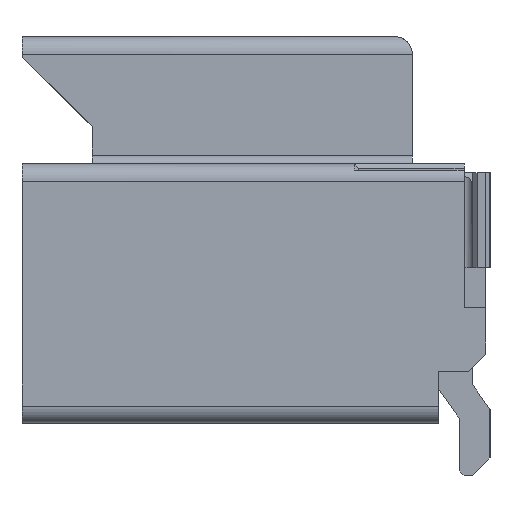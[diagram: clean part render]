
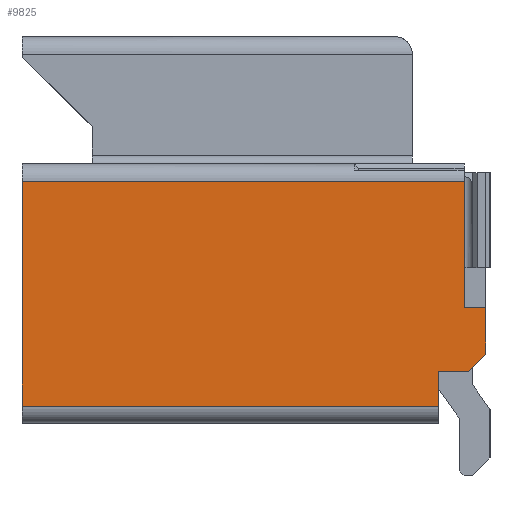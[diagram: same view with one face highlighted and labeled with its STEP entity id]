
A CAD part, left-side view. The second image highlights one B-rep face of the part: STEP entity #9825.
In plain terms, the highlighted planar face has unit normal (-1, 0, 0).
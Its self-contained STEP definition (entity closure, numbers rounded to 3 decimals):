
#355 = EDGE_CURVE ( 'NONE', #1686, #5496, #1511, .T. ) ;
#433 = VECTOR ( 'NONE', #4841, 1000. ) ;
#819 = LINE ( 'NONE', #17759, #13990 ) ;
#866 = CARTESIAN_POINT ( 'NONE',  ( -6.5, -2.68, -0.16 ) ) ;
#1131 = LINE ( 'NONE', #6466, #9481 ) ;
#1324 = EDGE_CURVE ( 'NONE', #13558, #9458, #819, .T. ) ;
#1382 = LINE ( 'NONE', #14906, #14386 ) ;
#1511 = LINE ( 'NONE', #17280, #3687 ) ;
#1686 = VERTEX_POINT ( 'NONE', #866 ) ;
#1738 = CARTESIAN_POINT ( 'NONE',  ( -6.5, 0., 0. ) ) ;
#2354 = CARTESIAN_POINT ( 'NONE',  ( -6.5, 2.68, -1.3 ) ) ;
#2603 = EDGE_CURVE ( 'NONE', #11568, #8153, #1382, .T. ) ;
#3370 = CARTESIAN_POINT ( 'NONE',  ( -6.5, -2.43, 1.3 ) ) ;
#3415 = ORIENTED_EDGE ( 'NONE', *, *, #16434, .T. ) ;
#3468 = CARTESIAN_POINT ( 'NONE',  ( -6.5, -2.68, -0.16 ) ) ;
#3687 = VECTOR ( 'NONE', #10466, 1000. ) ;
#4210 = EDGE_LOOP ( 'NONE', ( #3415, #9677, #16151, #12887, #5572, #12216, #15215, #9638, #5907 ) ) ;
#4841 = DIRECTION ( 'NONE',  ( 0., 0., 1. ) ) ;
#5448 = VECTOR ( 'NONE', #9372, 1000. ) ;
#5496 = VERTEX_POINT ( 'NONE', #8299 ) ;
#5572 = ORIENTED_EDGE ( 'NONE', *, *, #16779, .T. ) ;
#5905 = DIRECTION ( 'NONE',  ( 0., -0.707, 0.707 ) ) ;
#5907 = ORIENTED_EDGE ( 'NONE', *, *, #1324, .F. ) ;
#6002 = DIRECTION ( 'NONE',  ( 0., 0., 1. ) ) ;
#6466 = CARTESIAN_POINT ( 'NONE',  ( -6.5, 0., 1.3 ) ) ;
#6547 = CARTESIAN_POINT ( 'NONE',  ( -6.5, -2.68, -0.9 ) ) ;
#7162 = CARTESIAN_POINT ( 'NONE',  ( -6.5, -2.13, -1.3 ) ) ;
#7232 = LINE ( 'NONE', #11590, #17159 ) ;
#7683 = AXIS2_PLACEMENT_3D ( 'NONE', #1738, #15315, #8251 ) ;
#8153 = VERTEX_POINT ( 'NONE', #2354 ) ;
#8251 = DIRECTION ( 'NONE',  ( 0., 0., 1. ) ) ;
#8299 = CARTESIAN_POINT ( 'NONE',  ( -6.5, -2.43, -0.16 ) ) ;
#8783 = VECTOR ( 'NONE', #5905, 1000. ) ;
#9050 = FACE_OUTER_BOUND ( 'NONE', #4210, .T. ) ;
#9288 = DIRECTION ( 'NONE',  ( 0., 1., 0. ) ) ;
#9372 = DIRECTION ( 'NONE',  ( 0., -1., 0. ) ) ;
#9458 = VERTEX_POINT ( 'NONE', #7162 ) ;
#9481 = VECTOR ( 'NONE', #9288, 1000. ) ;
#9487 = EDGE_CURVE ( 'NONE', #12702, #11568, #1131, .T. ) ;
#9546 = CARTESIAN_POINT ( 'NONE',  ( -6.5, 0., -1.3 ) ) ;
#9638 = ORIENTED_EDGE ( 'NONE', *, *, #17995, .T. ) ;
#9647 = DIRECTION ( 'NONE',  ( 0., 0., -1. ) ) ;
#9677 = ORIENTED_EDGE ( 'NONE', *, *, #14322, .T. ) ;
#9825 = ADVANCED_FACE ( 'NONE', ( #9050 ), #11065, .T. ) ;
#10304 = VERTEX_POINT ( 'NONE', #12944 ) ;
#10415 = EDGE_CURVE ( 'NONE', #16303, #1686, #18037, .T. ) ;
#10466 = DIRECTION ( 'NONE',  ( 0., 1., 0. ) ) ;
#11065 = PLANE ( 'NONE',  #7683 ) ;
#11510 = CARTESIAN_POINT ( 'NONE',  ( -6.5, -1.69, -1.69 ) ) ;
#11568 = VERTEX_POINT ( 'NONE', #16591 ) ;
#11590 = CARTESIAN_POINT ( 'NONE',  ( -6.5, -2.43, 1.425 ) ) ;
#11745 = VECTOR ( 'NONE', #13597, 1000. ) ;
#11827 = LINE ( 'NONE', #6547, #5448 ) ;
#12216 = ORIENTED_EDGE ( 'NONE', *, *, #9487, .T. ) ;
#12702 = VERTEX_POINT ( 'NONE', #3370 ) ;
#12887 = ORIENTED_EDGE ( 'NONE', *, *, #355, .T. ) ;
#12944 = CARTESIAN_POINT ( 'NONE',  ( -6.5, -2.48, -0.9 ) ) ;
#13558 = VERTEX_POINT ( 'NONE', #18262 ) ;
#13597 = DIRECTION ( 'NONE',  ( 0., -1., 0. ) ) ;
#13990 = VECTOR ( 'NONE', #9647, 1000. ) ;
#14322 = EDGE_CURVE ( 'NONE', #10304, #16303, #14727, .T. ) ;
#14386 = VECTOR ( 'NONE', #14963, 1000. ) ;
#14428 = LINE ( 'NONE', #9546, #11745 ) ;
#14727 = LINE ( 'NONE', #11510, #8783 ) ;
#14906 = CARTESIAN_POINT ( 'NONE',  ( -6.5, 2.68, -1.5 ) ) ;
#14963 = DIRECTION ( 'NONE',  ( 0., 0., -1. ) ) ;
#15215 = ORIENTED_EDGE ( 'NONE', *, *, #2603, .T. ) ;
#15315 = DIRECTION ( 'NONE',  ( -1., 0., 0. ) ) ;
#16151 = ORIENTED_EDGE ( 'NONE', *, *, #10415, .T. ) ;
#16303 = VERTEX_POINT ( 'NONE', #17542 ) ;
#16434 = EDGE_CURVE ( 'NONE', #13558, #10304, #11827, .T. ) ;
#16591 = CARTESIAN_POINT ( 'NONE',  ( -6.5, 2.68, 1.3 ) ) ;
#16779 = EDGE_CURVE ( 'NONE', #5496, #12702, #7232, .T. ) ;
#17159 = VECTOR ( 'NONE', #6002, 1000. ) ;
#17280 = CARTESIAN_POINT ( 'NONE',  ( -6.5, -2.43, -0.16 ) ) ;
#17542 = CARTESIAN_POINT ( 'NONE',  ( -6.5, -2.68, -0.7 ) ) ;
#17759 = CARTESIAN_POINT ( 'NONE',  ( -6.5, -2.13, -0.9 ) ) ;
#17995 = EDGE_CURVE ( 'NONE', #8153, #9458, #14428, .T. ) ;
#18037 = LINE ( 'NONE', #3468, #433 ) ;
#18262 = CARTESIAN_POINT ( 'NONE',  ( -6.5, -2.13, -0.9 ) ) ;
